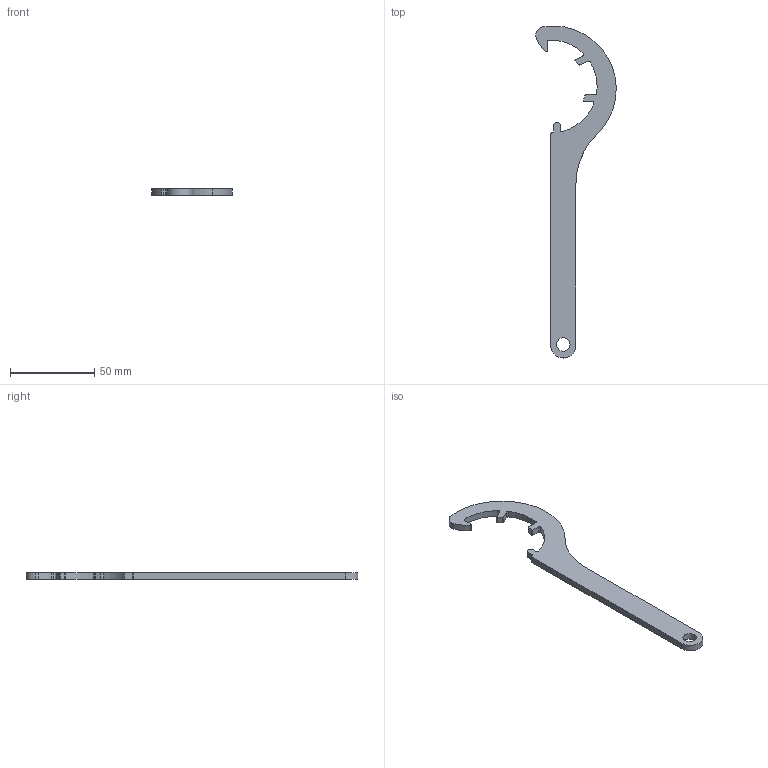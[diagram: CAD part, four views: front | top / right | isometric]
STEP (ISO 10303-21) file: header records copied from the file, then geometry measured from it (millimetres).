
FILE_DESCRIPTION (( 'STEP AP203' ), '1' );
FILE_NAME ('R236.032.000.STEP', '2016-10-21T12:53:49', ( 'Utente' ), ( '' ), 'SwSTEP 2.0', 'SolidWorks 2016', '' );
FILE_SCHEMA (( 'CONFIG_CONTROL_DESIGN' ));
Length unit declared in the file: millimetre
Products named in the file (1): R236.032.000
Bounding box: 47.62 x 196.6 x 4 mm (x, y, z)
Volume: 12422.7 mm3; surface area: 8388.9 mm2
Topology: 1 solids, 1 shells, 41 faces, 117 edges, 78 vertices
Faces by surface type: cylinder 30, plane 11
Entity records: 1452 total; most frequent: DIRECTION 261, CARTESIAN_POINT 237, ORIENTED_EDGE 234, EDGE_CURVE 117, AXIS2_PLACEMENT_3D 102, VERTEX_POINT 78, CIRCLE 60, VECTOR 57
